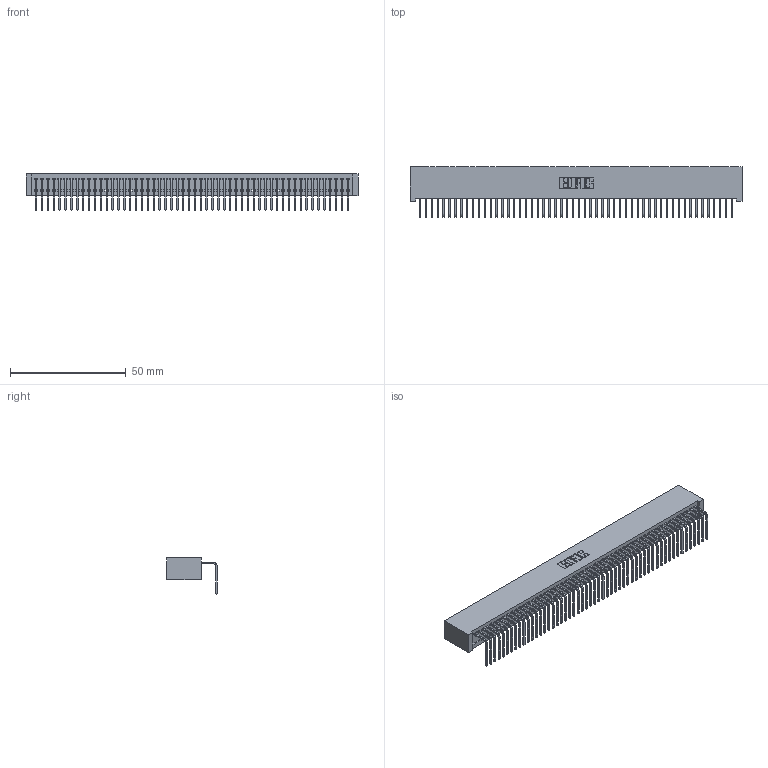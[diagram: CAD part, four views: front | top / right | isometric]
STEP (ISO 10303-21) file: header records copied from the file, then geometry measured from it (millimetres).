
FILE_DESCRIPTION (( 'STEP AP203' ), '1' );
FILE_NAME ('392-054-558-101.STEP', '2019-10-08T14:05:40', ( '' ), ( '' ), 'SwSTEP 2.0', 'SolidWorks 2016', '' );
FILE_SCHEMA (( 'CONFIG_CONTROL_DESIGN' ));
Length unit declared in the file: inch
Products named in the file (3): 342 Part_Lugless; 345-292-001_558 Tail - 2; 392-054-558-101
Assembly tree (55 placements, depth 2):
  392-054-558-101
    342 Part_Lugless
    345-292-001_558 Tail - 2  x54
Bounding box: 143.41 x 21.91 x 15.62 mm (x, y, z)
Volume: 13207.1 mm3; surface area: 20963.2 mm2
Topology: 55 solids, 55 shells, 3342 faces, 10103 edges, 6662 vertices
Faces by surface type: plane 2438, cylinder 904
Entity records: 31135 total; most frequent: CARTESIAN_POINT 5376, ORIENTED_EDGE 5366, DIRECTION 4503, EDGE_CURVE 2683, VECTOR 2563, LINE 2563, VERTEX_POINT 1786, AXIS2_PLACEMENT_3D 970
